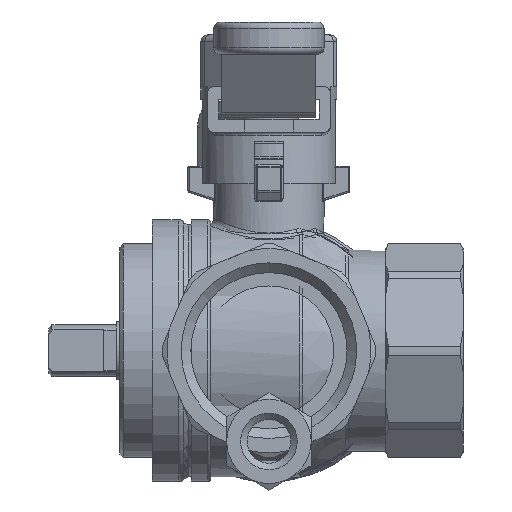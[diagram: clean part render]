
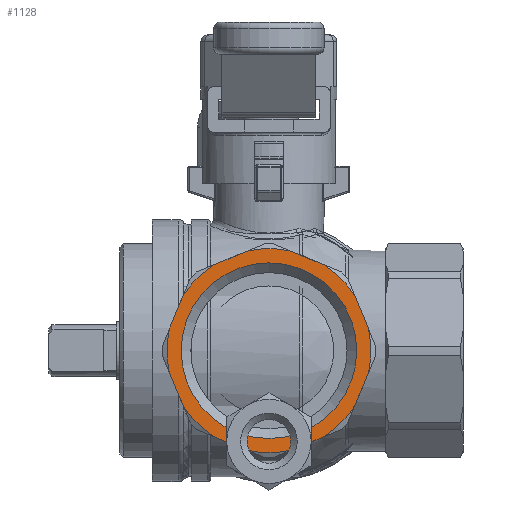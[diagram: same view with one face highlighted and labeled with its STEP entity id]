
A CAD part, left-side view. The second image highlights one B-rep face of the part: STEP entity #1128.
In plain terms, the highlighted face is planar.
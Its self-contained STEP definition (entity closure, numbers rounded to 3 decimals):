
#1128 = ADVANCED_FACE( '', ( #2316, #2317 ), #2318, .F. );
#2316 = FACE_BOUND( '', #4147, .T. );
#2317 = FACE_OUTER_BOUND( '', #4148, .T. );
#2318 = PLANE( '', #4149 );
#4147 = EDGE_LOOP( '', ( #7117 ) );
#4148 = EDGE_LOOP( '', ( #7118, #7119, #7120, #7121, #7122, #7123, #7124, #7125, #7126, #7127, #7128, #7129, #7130, #7131, #7132, #7133 ) );
#4149 = AXIS2_PLACEMENT_3D( '', #7134, #7135, #7136 );
#7117 = ORIENTED_EDGE( '', *, *, #7952, .T. );
#7118 = ORIENTED_EDGE( '', *, *, #8075, .T. );
#7119 = ORIENTED_EDGE( '', *, *, #8275, .T. );
#7120 = ORIENTED_EDGE( '', *, *, #7692, .T. );
#7121 = ORIENTED_EDGE( '', *, *, #7701, .T. );
#7122 = ORIENTED_EDGE( '', *, *, #8012, .T. );
#7123 = ORIENTED_EDGE( '', *, *, #7932, .T. );
#7124 = ORIENTED_EDGE( '', *, *, #7340, .T. );
#7125 = ORIENTED_EDGE( '', *, *, #8084, .T. );
#7126 = ORIENTED_EDGE( '', *, *, #7774, .T. );
#7127 = ORIENTED_EDGE( '', *, *, #7786, .T. );
#7128 = ORIENTED_EDGE( '', *, *, #8197, .T. );
#7129 = ORIENTED_EDGE( '', *, *, #8246, .T. );
#7130 = ORIENTED_EDGE( '', *, *, #8230, .T. );
#7131 = ORIENTED_EDGE( '', *, *, #8114, .T. );
#7132 = ORIENTED_EDGE( '', *, *, #8148, .T. );
#7133 = ORIENTED_EDGE( '', *, *, #8009, .T. );
#7134 = CARTESIAN_POINT( '', ( 0., -30., 0. ) );
#7135 = DIRECTION( '', ( 0., 1., 0. ) );
#7136 = DIRECTION( '', ( 0., 0., 1. ) );
#7340 = EDGE_CURVE( '', #8629, #8630, #8631, .T. );
#7692 = EDGE_CURVE( '', #9192, #9193, #9194, .T. );
#7701 = EDGE_CURVE( '', #9193, #9208, #9209, .F. );
#7774 = EDGE_CURVE( '', #9318, #9319, #9320, .T. );
#7786 = EDGE_CURVE( '', #9319, #9338, #9339, .F. );
#7932 = EDGE_CURVE( '', #9538, #8629, #9539, .F. );
#7952 = EDGE_CURVE( '', #9563, #9563, #9564, .T. );
#8009 = EDGE_CURVE( '', #9642, #9640, #9643, .F. );
#8012 = EDGE_CURVE( '', #9208, #9538, #9646, .T. );
#8075 = EDGE_CURVE( '', #9640, #9730, #9731, .T. );
#8084 = EDGE_CURVE( '', #8630, #9318, #9741, .F. );
#8114 = EDGE_CURVE( '', #9772, #9773, #9774, .F. );
#8148 = EDGE_CURVE( '', #9773, #9642, #9813, .T. );
#8197 = EDGE_CURVE( '', #9338, #9869, #9870, .T. );
#8230 = EDGE_CURVE( '', #9907, #9772, #9908, .T. );
#8246 = EDGE_CURVE( '', #9869, #9907, #9927, .F. );
#8275 = EDGE_CURVE( '', #9730, #9192, #9959, .F. );
#8629 = VERTEX_POINT( '', #10952 );
#8630 = VERTEX_POINT( '', #10953 );
#8631 = LINE( '', #10954, #10955 );
#9192 = VERTEX_POINT( '', #11961 );
#9193 = VERTEX_POINT( '', #11962 );
#9194 = LINE( '', #11963, #11964 );
#9208 = VERTEX_POINT( '', #11993 );
#9209 = CIRCLE( '', #11994, 15.75 );
#9318 = VERTEX_POINT( '', #12391 );
#9319 = VERTEX_POINT( '', #12392 );
#9320 = LINE( '', #12393, #12394 );
#9338 = VERTEX_POINT( '', #12430 );
#9339 = CIRCLE( '', #12431, 15.75 );
#9538 = VERTEX_POINT( '', #13003 );
#9539 = CIRCLE( '', #13004, 15.75 );
#9563 = VERTEX_POINT( '', #13050 );
#9564 = CIRCLE( '', #13051, 13.559 );
#9640 = VERTEX_POINT( '', #13169 );
#9642 = VERTEX_POINT( '', #13174 );
#9643 = CIRCLE( '', #13175, 15.75 );
#9646 = LINE( '', #13181, #13182 );
#9730 = VERTEX_POINT( '', #13411 );
#9731 = LINE( '', #13412, #13413 );
#9741 = CIRCLE( '', #13463, 15.75 );
#9772 = VERTEX_POINT( '', #13638 );
#9773 = VERTEX_POINT( '', #13639 );
#9774 = CIRCLE( '', #13640, 15.75 );
#9813 = LINE( '', #13747, #13748 );
#9869 = VERTEX_POINT( '', #13869 );
#9870 = LINE( '', #13870, #13871 );
#9907 = VERTEX_POINT( '', #13955 );
#9908 = LINE( '', #13956, #13957 );
#9927 = CIRCLE( '', #13984, 15.75 );
#9959 = CIRCLE( '', #14018, 15.75 );
#10952 = CARTESIAN_POINT( '', ( -3.349, -30., 15.39 ) );
#10953 = CARTESIAN_POINT( '', ( -8.514, -30., 13.251 ) );
#10954 = CARTESIAN_POINT( '', ( 0., -30., 16.777 ) );
#10955 = VECTOR( '', #14339, 1000. );
#11961 = CARTESIAN_POINT( '', ( 15.39, -30., 3.349 ) );
#11962 = CARTESIAN_POINT( '', ( 13.251, -30., 8.514 ) );
#11963 = CARTESIAN_POINT( '', ( 16.777, -30., 0. ) );
#11964 = VECTOR( '', #14791, 1000. );
#11993 = CARTESIAN_POINT( '', ( 8.514, -30., 13.251 ) );
#11994 = AXIS2_PLACEMENT_3D( '', #14795, #14796, #14797 );
#12391 = CARTESIAN_POINT( '', ( -13.251, -30., 8.514 ) );
#12392 = CARTESIAN_POINT( '', ( -15.39, -30., 3.349 ) );
#12393 = CARTESIAN_POINT( '', ( -11.863, -30., 11.863 ) );
#12394 = VECTOR( '', #14892, 1000. );
#12430 = CARTESIAN_POINT( '', ( -15.39, -30., -3.349 ) );
#12431 = AXIS2_PLACEMENT_3D( '', #14899, #14900, #14901 );
#13003 = CARTESIAN_POINT( '', ( 3.349, -30., 15.39 ) );
#13004 = AXIS2_PLACEMENT_3D( '', #15079, #15080, #15081 );
#13050 = CARTESIAN_POINT( '', ( 0., -30., 13.559 ) );
#13051 = AXIS2_PLACEMENT_3D( '', #15100, #15101, #15102 );
#13169 = CARTESIAN_POINT( '', ( 13.251, -30., -8.514 ) );
#13174 = CARTESIAN_POINT( '', ( 8.514, -30., -13.251 ) );
#13175 = AXIS2_PLACEMENT_3D( '', #15178, #15179, #15180 );
#13181 = CARTESIAN_POINT( '', ( 11.863, -30., 11.863 ) );
#13182 = VECTOR( '', #15181, 1000. );
#13411 = CARTESIAN_POINT( '', ( 15.39, -30., -3.349 ) );
#13412 = CARTESIAN_POINT( '', ( 11.863, -30., -11.863 ) );
#13413 = VECTOR( '', #15263, 1000. );
#13463 = AXIS2_PLACEMENT_3D( '', #15268, #15269, #15270 );
#13638 = CARTESIAN_POINT( '', ( -3.349, -30., -15.39 ) );
#13639 = CARTESIAN_POINT( '', ( 3.349, -30., -15.39 ) );
#13640 = AXIS2_PLACEMENT_3D( '', #15293, #15294, #15295 );
#13747 = CARTESIAN_POINT( '', ( 0., -30., -16.777 ) );
#13748 = VECTOR( '', #15331, 1000. );
#13869 = CARTESIAN_POINT( '', ( -13.251, -30., -8.514 ) );
#13870 = CARTESIAN_POINT( '', ( -16.777, -30., 0. ) );
#13871 = VECTOR( '', #15370, 1000. );
#13955 = CARTESIAN_POINT( '', ( -8.514, -30., -13.251 ) );
#13956 = CARTESIAN_POINT( '', ( -11.863, -30., -11.863 ) );
#13957 = VECTOR( '', #15398, 1000. );
#13984 = AXIS2_PLACEMENT_3D( '', #15413, #15414, #15415 );
#14018 = AXIS2_PLACEMENT_3D( '', #15439, #15440, #15441 );
#14339 = DIRECTION( '', ( -0.924, 0., -0.383 ) );
#14791 = DIRECTION( '', ( -0.383, 0., 0.924 ) );
#14795 = CARTESIAN_POINT( '', ( 0., -30., 0. ) );
#14796 = DIRECTION( '', ( 0., 1., 0. ) );
#14797 = DIRECTION( '', ( 0., 0., 1. ) );
#14892 = DIRECTION( '', ( -0.383, 0., -0.924 ) );
#14899 = CARTESIAN_POINT( '', ( 0., -30., 0. ) );
#14900 = DIRECTION( '', ( 0., 1., 0. ) );
#14901 = DIRECTION( '', ( 0., 0., 1. ) );
#15079 = CARTESIAN_POINT( '', ( 0., -30., 0. ) );
#15080 = DIRECTION( '', ( 0., 1., 0. ) );
#15081 = DIRECTION( '', ( 0., 0., 1. ) );
#15100 = CARTESIAN_POINT( '', ( 0., -30., 0. ) );
#15101 = DIRECTION( '', ( 0., 1., 0. ) );
#15102 = DIRECTION( '', ( 0., 0., 1. ) );
#15178 = CARTESIAN_POINT( '', ( 0., -30., 0. ) );
#15179 = DIRECTION( '', ( 0., 1., 0. ) );
#15180 = DIRECTION( '', ( 0., 0., 1. ) );
#15181 = DIRECTION( '', ( -0.924, 0., 0.383 ) );
#15263 = DIRECTION( '', ( 0.383, 0., 0.924 ) );
#15268 = CARTESIAN_POINT( '', ( 0., -30., 0. ) );
#15269 = DIRECTION( '', ( 0., 1., 0. ) );
#15270 = DIRECTION( '', ( 0., 0., 1. ) );
#15293 = CARTESIAN_POINT( '', ( 0., -30., 0. ) );
#15294 = DIRECTION( '', ( 0., 1., 0. ) );
#15295 = DIRECTION( '', ( 0., 0., 1. ) );
#15331 = DIRECTION( '', ( 0.924, 0., 0.383 ) );
#15370 = DIRECTION( '', ( 0.383, 0., -0.924 ) );
#15398 = DIRECTION( '', ( 0.924, 0., -0.383 ) );
#15413 = CARTESIAN_POINT( '', ( 0., -30., 0. ) );
#15414 = DIRECTION( '', ( 0., 1., 0. ) );
#15415 = DIRECTION( '', ( 0., 0., 1. ) );
#15439 = CARTESIAN_POINT( '', ( 0., -30., 0. ) );
#15440 = DIRECTION( '', ( 0., 1., 0. ) );
#15441 = DIRECTION( '', ( 0., 0., 1. ) );
